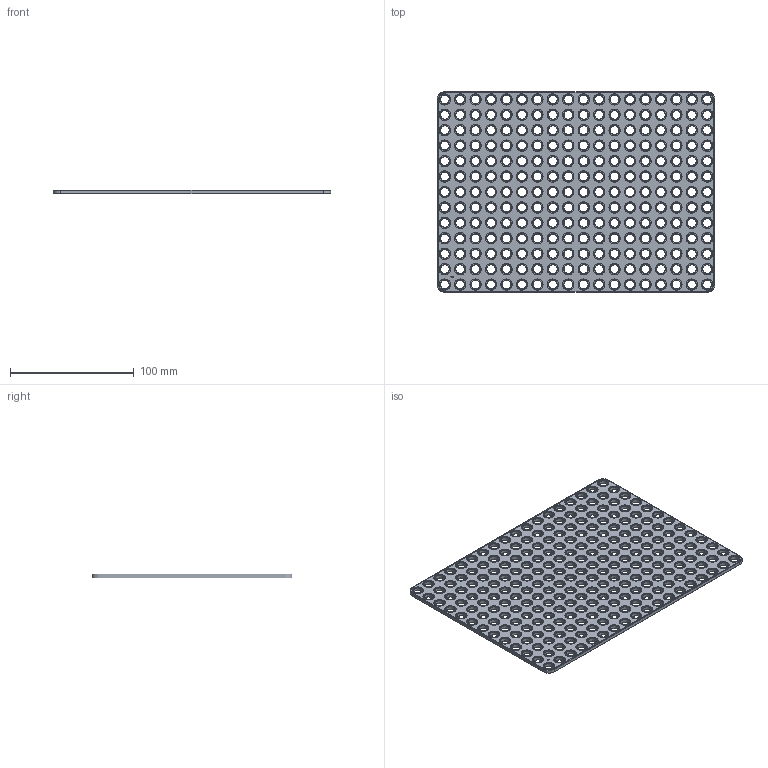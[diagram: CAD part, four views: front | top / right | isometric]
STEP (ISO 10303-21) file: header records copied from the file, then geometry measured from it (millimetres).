
FILE_DESCRIPTION(('FreeCAD Model'),'2;1');
FILE_NAME('Open CASCADE Shape Model','2024-10-09T00:02:17',(''),(''), 'Open CASCADE STEP processor 7.7','FreeCAD','Unknown');
FILE_SCHEMA(('AUTOMOTIVE_DESIGN { 1 0 10303 214 1 1 1 1 }'));
Length unit declared in the file: millimetre
Products named in the file (1): Plate RCT CRNR BU18x13x00.25 - SPN-PLT-0216 (stemfie.org)
Bounding box: 225 x 162.5 x 3.12 mm (x, y, z)
Volume: 81393.3 mm3; surface area: 72999.3 mm2
Topology: 1 solids, 1 shells, 1656 faces, 3680 edges, 2292 vertices
Faces by surface type: plane 560, cylinder 476, cone 476, extrusion 144
Full cylindrical faces by diameter (mm): 7 x234, 9.2 x234
Entity records: 47115 total; most frequent: CARTESIAN_POINT 8802, DIRECTION 7990, ORIENTED_EDGE 7360, EDGE_CURVE 3680, AXIS2_PLACEMENT_3D 2941, FACE_BOUND 2390, EDGE_LOOP 2390, VERTEX_POINT 2292
